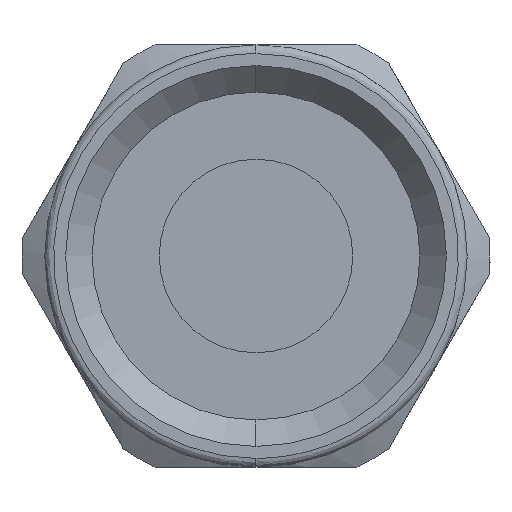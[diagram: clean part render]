
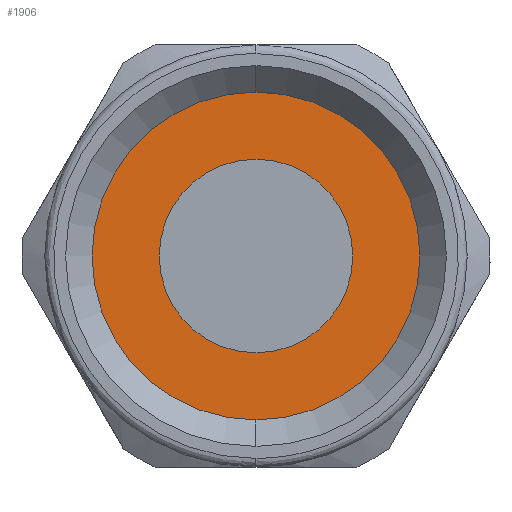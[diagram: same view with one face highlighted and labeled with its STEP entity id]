
A CAD part, front view. The second image highlights one B-rep face of the part: STEP entity #1906.
In plain terms, the highlighted planar face has unit normal (0, -1, 0).
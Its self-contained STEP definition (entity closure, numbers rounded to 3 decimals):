
#18 = ORIENTED_EDGE ( 'NONE', *, *, #1608, .F. ) ;
#60 = CARTESIAN_POINT ( 'NONE',  ( 0., 15., 0. ) ) ;
#92 = DIRECTION ( 'NONE',  ( 0., 1., 0. ) ) ;
#192 = DIRECTION ( 'NONE',  ( 0., 0., 1. ) ) ;
#208 = DIRECTION ( 'NONE',  ( 0., 1., 0. ) ) ;
#240 = FACE_BOUND ( 'NONE', #1364, .T. ) ;
#258 = AXIS2_PLACEMENT_3D ( 'NONE', #2377, #1239, #744 ) ;
#329 = CARTESIAN_POINT ( 'NONE',  ( 0., 15., 0. ) ) ;
#393 = VERTEX_POINT ( 'NONE', #2762 ) ;
#425 = AXIS2_PLACEMENT_3D ( 'NONE', #329, #92, #2134 ) ;
#528 = DIRECTION ( 'NONE',  ( 1., 0., 0. ) ) ;
#643 = VERTEX_POINT ( 'NONE', #1473 ) ;
#744 = DIRECTION ( 'NONE',  ( 0., 0., -1. ) ) ;
#781 = VERTEX_POINT ( 'NONE', #1104 ) ;
#797 = AXIS2_PLACEMENT_3D ( 'NONE', #851, #2863, #1036 ) ;
#851 = CARTESIAN_POINT ( 'NONE',  ( 0., 15., 0. ) ) ;
#1036 = DIRECTION ( 'NONE',  ( 0., 0., -1. ) ) ;
#1077 = PLANE ( 'NONE',  #2035 ) ;
#1104 = CARTESIAN_POINT ( 'NONE',  ( 9.316, 15., 0. ) ) ;
#1112 = EDGE_LOOP ( 'NONE', ( #2853, #1367 ) ) ;
#1164 = CIRCLE ( 'NONE', #258, 5.5 ) ;
#1239 = DIRECTION ( 'NONE',  ( 0., -1., 0. ) ) ;
#1364 = EDGE_LOOP ( 'NONE', ( #18, #2457 ) ) ;
#1367 = ORIENTED_EDGE ( 'NONE', *, *, #1683, .F. ) ;
#1473 = CARTESIAN_POINT ( 'NONE',  ( 0., 15., 5.5 ) ) ;
#1489 = CIRCLE ( 'NONE', #425, 9.316 ) ;
#1521 = CIRCLE ( 'NONE', #797, 5.5 ) ;
#1549 = CARTESIAN_POINT ( 'NONE',  ( -9.427, 15., -9.427 ) ) ;
#1608 = EDGE_CURVE ( 'NONE', #2463, #643, #1164, .T. ) ;
#1622 = EDGE_CURVE ( 'NONE', #781, #393, #1489, .T. ) ;
#1683 = EDGE_CURVE ( 'NONE', #393, #781, #2535, .T. ) ;
#1690 = DIRECTION ( 'NONE',  ( 0., 1., 0. ) ) ;
#1906 = ADVANCED_FACE ( 'NONE', ( #240, #2471 ), #1077, .F. ) ;
#2035 = AXIS2_PLACEMENT_3D ( 'NONE', #1549, #208, #192 ) ;
#2134 = DIRECTION ( 'NONE',  ( 1., 0., 0. ) ) ;
#2136 = EDGE_CURVE ( 'NONE', #643, #2463, #1521, .T. ) ;
#2377 = CARTESIAN_POINT ( 'NONE',  ( 0., 15., 0. ) ) ;
#2457 = ORIENTED_EDGE ( 'NONE', *, *, #2136, .F. ) ;
#2463 = VERTEX_POINT ( 'NONE', #2940 ) ;
#2471 = FACE_OUTER_BOUND ( 'NONE', #1112, .T. ) ;
#2535 = CIRCLE ( 'NONE', #2895, 9.316 ) ;
#2762 = CARTESIAN_POINT ( 'NONE',  ( -9.316, 15., 0. ) ) ;
#2853 = ORIENTED_EDGE ( 'NONE', *, *, #1622, .F. ) ;
#2863 = DIRECTION ( 'NONE',  ( 0., -1., 0. ) ) ;
#2895 = AXIS2_PLACEMENT_3D ( 'NONE', #60, #1690, #528 ) ;
#2940 = CARTESIAN_POINT ( 'NONE',  ( 0., 15., -5.5 ) ) ;
